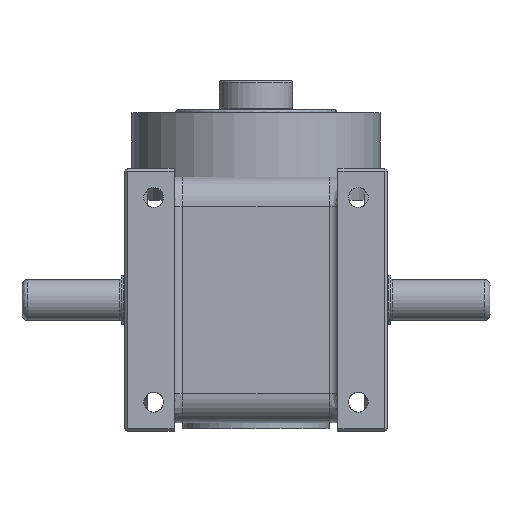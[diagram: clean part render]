
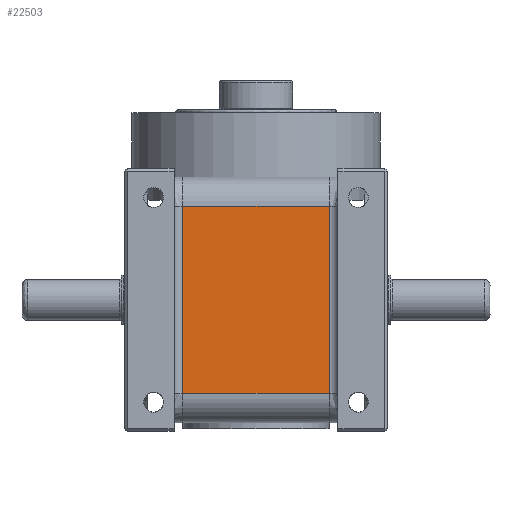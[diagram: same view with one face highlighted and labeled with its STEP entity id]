
A CAD part, front view. The second image highlights one B-rep face of the part: STEP entity #22503.
In plain terms, the highlighted planar face has unit normal (0, 1, 0).
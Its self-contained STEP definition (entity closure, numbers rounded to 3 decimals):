
#1188 = DIRECTION ( 'NONE',  ( 0., 0., -1. ) ) ;
#2924 = CARTESIAN_POINT ( 'NONE',  ( 25., 6., -32. ) ) ;
#3318 = DIRECTION ( 'NONE',  ( 0., 0., 1. ) ) ;
#4615 = CARTESIAN_POINT ( 'NONE',  ( -25., 6., 32. ) ) ;
#4723 = LINE ( 'NONE', #17847, #23700 ) ;
#5924 = LINE ( 'NONE', #18379, #24154 ) ;
#7050 = ORIENTED_EDGE ( 'NONE', *, *, #27265, .F. ) ;
#9797 = CARTESIAN_POINT ( 'NONE',  ( -25., 6., -32. ) ) ;
#9956 = VERTEX_POINT ( 'NONE', #16367 ) ;
#10133 = DIRECTION ( 'NONE',  ( 0., 1., 0. ) ) ;
#11218 = DIRECTION ( 'NONE',  ( 1., 0., 0. ) ) ;
#12266 = ORIENTED_EDGE ( 'NONE', *, *, #29307, .F. ) ;
#12866 = EDGE_LOOP ( 'NONE', ( #7050, #17404, #12266, #18429 ) ) ;
#14201 = CARTESIAN_POINT ( 'NONE',  ( 0., 6., 32. ) ) ;
#14644 = VECTOR ( 'NONE', #3318, 1000. ) ;
#14782 = LINE ( 'NONE', #14201, #25161 ) ;
#16367 = CARTESIAN_POINT ( 'NONE',  ( 25., 6., 32. ) ) ;
#16570 = DIRECTION ( 'NONE',  ( -1., 0., 0. ) ) ;
#17404 = ORIENTED_EDGE ( 'NONE', *, *, #24871, .T. ) ;
#17583 = CARTESIAN_POINT ( 'NONE',  ( -25., 6., 0. ) ) ;
#17847 = CARTESIAN_POINT ( 'NONE',  ( 25., 6., 0. ) ) ;
#18379 = CARTESIAN_POINT ( 'NONE',  ( 0., 6., -32. ) ) ;
#18429 = ORIENTED_EDGE ( 'NONE', *, *, #22142, .T. ) ;
#21684 = LINE ( 'NONE', #17583, #14644 ) ;
#21825 = CARTESIAN_POINT ( 'NONE',  ( 25., 6., -32. ) ) ;
#21964 = PLANE ( 'NONE',  #23740 ) ;
#22142 = EDGE_CURVE ( 'NONE', #9956, #22985, #4723, .T. ) ;
#22386 = VERTEX_POINT ( 'NONE', #4615 ) ;
#22503 = ADVANCED_FACE ( 'NONE', ( #25879 ), #21964, .T. ) ;
#22985 = VERTEX_POINT ( 'NONE', #21825 ) ;
#23684 = VERTEX_POINT ( 'NONE', #9797 ) ;
#23700 = VECTOR ( 'NONE', #1188, 1000. ) ;
#23740 = AXIS2_PLACEMENT_3D ( 'NONE', #2924, #10133, #26706 ) ;
#24154 = VECTOR ( 'NONE', #11218, 1000. ) ;
#24871 = EDGE_CURVE ( 'NONE', #23684, #22386, #21684, .T. ) ;
#25161 = VECTOR ( 'NONE', #16570, 1000. ) ;
#25879 = FACE_OUTER_BOUND ( 'NONE', #12866, .T. ) ;
#26706 = DIRECTION ( 'NONE',  ( -1., 0., 0. ) ) ;
#27265 = EDGE_CURVE ( 'NONE', #23684, #22985, #5924, .T. ) ;
#29307 = EDGE_CURVE ( 'NONE', #9956, #22386, #14782, .T. ) ;
